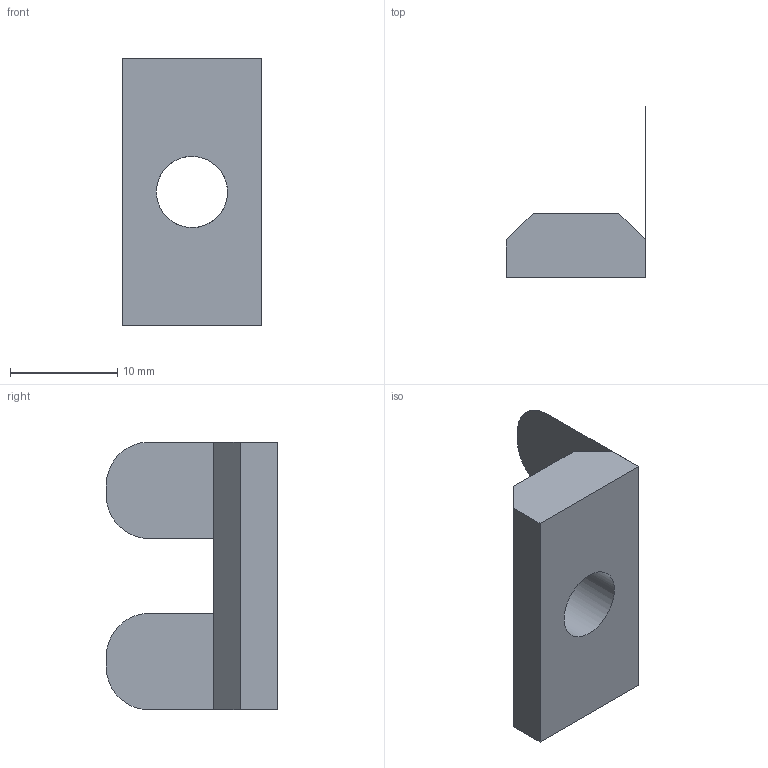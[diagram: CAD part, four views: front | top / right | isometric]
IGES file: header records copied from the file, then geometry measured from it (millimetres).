
Global section: file name: 210826; native system: Autodesk Inventor 2021; preprocessor: unknown; author: aluteckkpl_kk; date: 20230120.072641; units: millimetre
Bounding box: 13 x 16 x 25 mm (x, y, z)
Volume: 1585.5 mm3; surface area: 1350.5 mm2
Topology: 1 solids, 1 shells, 11 faces, 34 edges, 27 vertices
Faces by surface type: bspline 11
